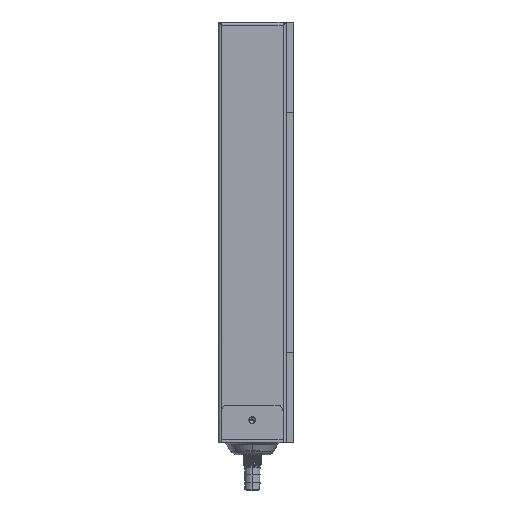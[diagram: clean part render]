
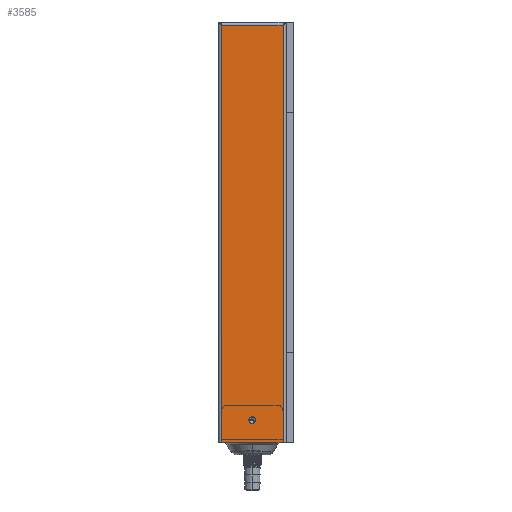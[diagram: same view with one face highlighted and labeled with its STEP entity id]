
A CAD part, left-side view. The second image highlights one B-rep face of the part: STEP entity #3585.
In plain terms, the highlighted planar face has unit normal (-1, 0, 0).
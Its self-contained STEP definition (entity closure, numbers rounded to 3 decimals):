
#361=DIRECTION('',(0.,1.,0.));
#362=VECTOR('',#361,41.);
#363=CARTESIAN_POINT('',(-175.,-41.,138.));
#364=LINE('',#363,#362);
#369=CARTESIAN_POINT('',(-175.,-20.5,-125.));
#370=DIRECTION('',(-1.,0.,0.));
#371=DIRECTION('',(0.,-1.,0.));
#372=AXIS2_PLACEMENT_3D('',#369,#370,#371);
#374=CARTESIAN_POINT('',(-175.,-20.5,-125.));
#375=DIRECTION('',(-1.,0.,0.));
#376=DIRECTION('',(0.,-0.998,0.056));
#377=AXIS2_PLACEMENT_3D('',#374,#375,#376);
#379=CARTESIAN_POINT('',(-175.,-20.5,-125.));
#380=DIRECTION('',(-1.,0.,0.));
#381=DIRECTION('',(0.,1.,0.));
#382=AXIS2_PLACEMENT_3D('',#379,#380,#381);
#384=CARTESIAN_POINT('',(-175.,-20.5,-125.));
#385=DIRECTION('',(-1.,0.,0.));
#386=DIRECTION('',(0.,0.998,-0.056));
#387=AXIS2_PLACEMENT_3D('',#384,#385,#386);
#389=DIRECTION('',(0.,0.,-1.));
#390=VECTOR('',#389,278.);
#391=CARTESIAN_POINT('',(-175.,0.,138.));
#392=LINE('',#391,#390);
#419=DIRECTION('',(0.,-1.,0.));
#420=VECTOR('',#419,41.);
#421=CARTESIAN_POINT('',(-175.,0.,-140.));
#422=LINE('',#421,#420);
#445=DIRECTION('',(0.,0.,1.));
#446=VECTOR('',#445,278.);
#447=CARTESIAN_POINT('',(-175.,-41.,-140.));
#448=LINE('',#447,#446);
#2573=CARTESIAN_POINT('',(-175.,0.,138.));
#2574=VERTEX_POINT('',#2573);
#2577=CARTESIAN_POINT('',(-175.,-41.,138.));
#2578=VERTEX_POINT('',#2577);
#2579=CARTESIAN_POINT('',(-175.,0.,-140.));
#2580=VERTEX_POINT('',#2579);
#2581=CARTESIAN_POINT('',(-175.,-41.,-140.));
#2582=VERTEX_POINT('',#2581);
#2583=CARTESIAN_POINT('',(-175.,-22.6,-125.));
#2584=CARTESIAN_POINT('',(-175.,-22.597,-124.882));
#2585=VERTEX_POINT('',#2583);
#2586=VERTEX_POINT('',#2584);
#2587=CARTESIAN_POINT('',(-175.,-18.4,-125.));
#2588=VERTEX_POINT('',#2587);
#2589=CARTESIAN_POINT('',(-175.,-18.403,-125.118));
#2590=VERTEX_POINT('',#2589);
#3561=CARTESIAN_POINT('',(-175.,0.,140.));
#3562=DIRECTION('',(1.,0.,0.));
#3563=DIRECTION('',(0.,0.,-1.));
#3564=AXIS2_PLACEMENT_3D('',#3561,#3562,#3563);
#3565=PLANE('',#3564);
#3567=ORIENTED_EDGE('',*,*,#3566,.F.);
#3568=ORIENTED_EDGE('',*,*,#3552,.F.);
#3570=ORIENTED_EDGE('',*,*,#3569,.F.);
#3572=ORIENTED_EDGE('',*,*,#3571,.F.);
#3573=EDGE_LOOP('',(#3567,#3568,#3570,#3572));
#3574=FACE_OUTER_BOUND('',#3573,.F.);
#3576=ORIENTED_EDGE('',*,*,#3575,.T.);
#3578=ORIENTED_EDGE('',*,*,#3577,.T.);
#3580=ORIENTED_EDGE('',*,*,#3579,.T.);
#3582=ORIENTED_EDGE('',*,*,#3581,.T.);
#3583=EDGE_LOOP('',(#3576,#3578,#3580,#3582));
#3584=FACE_BOUND('',#3583,.F.);
#3585=ADVANCED_FACE('',(#3574,#3584),#3565,.F.);
#373=CIRCLE('',#372,2.1);
#378=CIRCLE('',#377,2.1);
#383=CIRCLE('',#382,2.1);
#388=CIRCLE('',#387,2.1);
#3552=EDGE_CURVE('',#2578,#2574,#364,.T.);
#3566=EDGE_CURVE('',#2574,#2580,#392,.T.);
#3569=EDGE_CURVE('',#2582,#2578,#448,.T.);
#3571=EDGE_CURVE('',#2580,#2582,#422,.T.);
#3575=EDGE_CURVE('',#2585,#2586,#373,.T.);
#3577=EDGE_CURVE('',#2586,#2588,#378,.T.);
#3579=EDGE_CURVE('',#2588,#2590,#383,.T.);
#3581=EDGE_CURVE('',#2590,#2585,#388,.T.);
